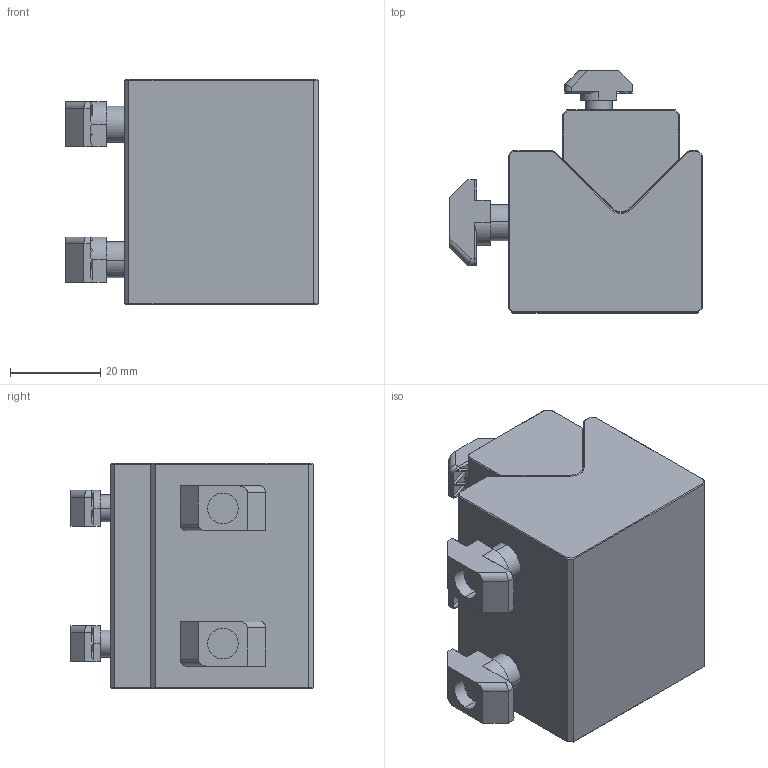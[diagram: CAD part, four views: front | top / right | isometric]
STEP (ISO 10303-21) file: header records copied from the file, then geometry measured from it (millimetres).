
FILE_DESCRIPTION (( 'STEP AP203' ), '1' );
FILE_NAME ('AL-PBDS30.DS Óïîð ïåðåäíèé äëÿ ðàçäâèæíîé äâåðè 30.STEP', '2024-04-04T11:37:09', ( '' ), ( '' ), 'SwSTEP 2.0', 'SolidWorks 2021', '' );
FILE_SCHEMA (( 'CONFIG_CONTROL_DESIGN' ));
Length unit declared in the file: millimetre
Products named in the file (1): AL-PBDS30.DS Óïîð ïåðåäíèé äëÿ ðàçäâèæíîé äâåðè 30
Bounding box: 56 x 53.7 x 50 mm (x, y, z)
Surface area: 20602.6 mm2 (no closed solid volume)
Topology: 0 solids, 14 shells, 234 faces, 702 edges, 457 vertices
Faces by surface type: plane 164, cylinder 54, cone 16
Entity records: 7804 total; most frequent: CARTESIAN_POINT 1694, DIRECTION 1212, ORIENTED_EDGE 1178, EDGE_CURVE 702, LINE 502, VECTOR 502, VERTEX_POINT 457, AXIS2_PLACEMENT_3D 355
